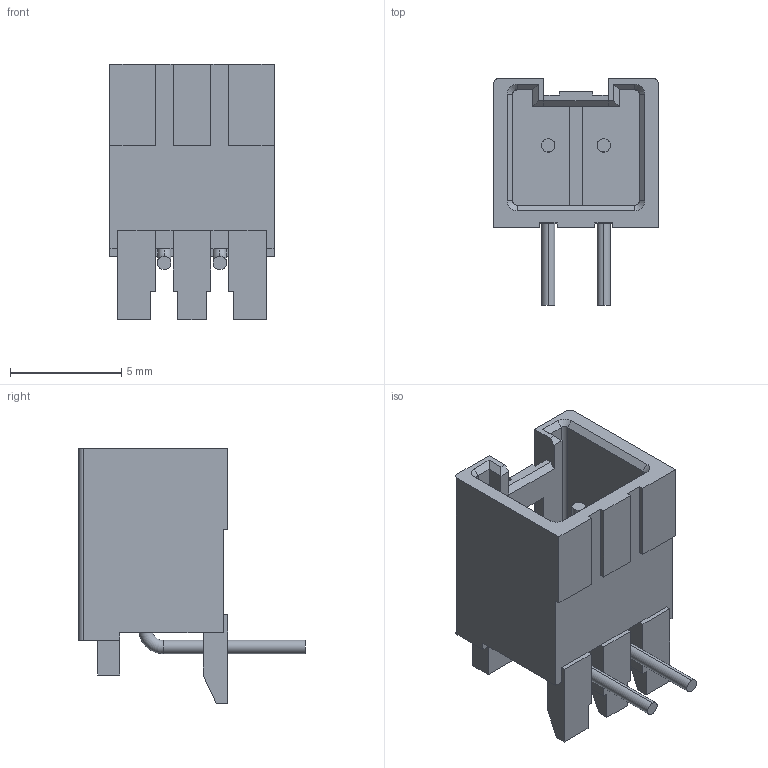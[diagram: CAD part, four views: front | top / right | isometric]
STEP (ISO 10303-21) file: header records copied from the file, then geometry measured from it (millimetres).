
FILE_DESCRIPTION(('STEP AP214'),'1');
FILE_NAME('53426-0210.stp','2020-11-30T13:38:43',('TraceParts'),('TraceParts S.A.'),'Spatial InterOp 3D',' ',' ');
FILE_SCHEMA(('AUTOMOTIVE_DESIGN { 1 0 10303 214 1 1 1 1 }'));
Length unit declared in the file: millimetre
Products named in the file (1): 53426-0210_1
Bounding box: 7.4 x 10.2 x 11.5 mm (x, y, z)
Volume: 233 mm3; surface area: 617.3 mm2
Topology: 1 solids, 1 shells, 131 faces, 362 edges, 246 vertices
Faces by surface type: plane 109, cylinder 14, torus 4, cone 4
Entity records: 4156 total; most frequent: CARTESIAN_POINT 775, ORIENTED_EDGE 702, DIRECTION 664, EDGE_CURVE 351, LINE 318, VECTOR 318, VERTEX_POINT 224, AXIS2_PLACEMENT_3D 173
